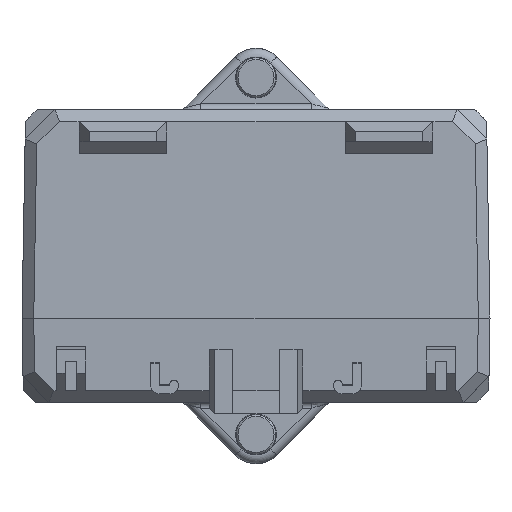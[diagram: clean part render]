
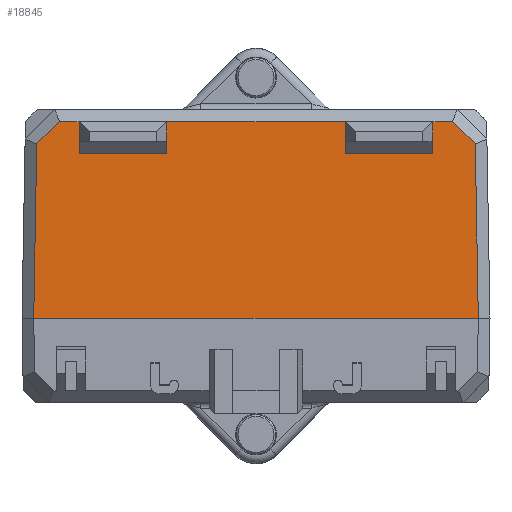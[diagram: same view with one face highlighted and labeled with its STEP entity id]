
A CAD part, front view. The second image highlights one B-rep face of the part: STEP entity #18845.
In plain terms, the highlighted planar face has unit normal (0, -1, 0.018).
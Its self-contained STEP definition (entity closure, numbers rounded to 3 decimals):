
#11482 = CARTESIAN_POINT ( 'NONE',  ( 38., -38., 0. ) ) ;
#11586 = LINE ( 'NONE', #11594, #11593 ) ;
#11593 = VECTOR ( 'NONE', #11642, 1000. ) ;
#11594 = CARTESIAN_POINT ( 'NONE',  ( 40., -38., 0. ) ) ;
#11600 = CARTESIAN_POINT ( 'NONE',  ( -37.999, -38., 0. ) ) ;
#11642 = DIRECTION ( 'NONE',  ( -1., 0., 0. ) ) ;
#12167 = DIRECTION ( 'NONE',  ( 1., 0., 0. ) ) ;
#12168 = VECTOR ( 'NONE', #12167, 1000. ) ;
#12169 = CARTESIAN_POINT ( 'NONE',  ( -30.25, -37.475, 30.1 ) ) ;
#12170 = LINE ( 'NONE', #12169, #12168 ) ;
#12175 = CARTESIAN_POINT ( 'NONE',  ( 37.48, -37.481, 29.747 ) ) ;
#12226 = VECTOR ( 'NONE', #12277, 1000. ) ;
#12227 = CARTESIAN_POINT ( 'NONE',  ( 40., -37.414, 33.564 ) ) ;
#12228 = LINE ( 'NONE', #12227, #12226 ) ;
#12229 = CARTESIAN_POINT ( 'NONE',  ( -33.597, -37.414, 33.564 ) ) ;
#12230 = CARTESIAN_POINT ( 'NONE',  ( 15.25, -37.475, 30.1 ) ) ;
#12231 = CARTESIAN_POINT ( 'NONE',  ( 40., -38., 0. ) ) ;
#12232 = DIRECTION ( 'NONE',  ( -0.713, 0.012, 0.701 ) ) ;
#12233 = VECTOR ( 'NONE', #12232, 1000. ) ;
#12234 = PLANE ( 'NONE',  #12238 ) ;
#12235 = DIRECTION ( 'NONE',  ( -0.017, 0.017, 1. ) ) ;
#12236 = VECTOR ( 'NONE', #12235, 1000. ) ;
#12237 = CARTESIAN_POINT ( 'NONE',  ( 38., -38.001, -0.035 ) ) ;
#12238 = AXIS2_PLACEMENT_3D ( 'NONE', #12231, #12269, #12268 ) ;
#12239 = CARTESIAN_POINT ( 'NONE',  ( 32.977, -37.403, 34.174 ) ) ;
#12240 = LINE ( 'NONE', #12239, #12233 ) ;
#12241 = CARTESIAN_POINT ( 'NONE',  ( 30.25, -37.414, 33.564 ) ) ;
#12242 = LINE ( 'NONE', #12237, #12236 ) ;
#12245 = CARTESIAN_POINT ( 'NONE',  ( 33.597, -37.414, 33.564 ) ) ;
#12250 = CARTESIAN_POINT ( 'NONE',  ( -30.25, -37.475, 30.1 ) ) ;
#12252 = DIRECTION ( 'NONE',  ( -0.713, -0.012, -0.701 ) ) ;
#12253 = VECTOR ( 'NONE', #12252, 1000. ) ;
#12254 = CARTESIAN_POINT ( 'NONE',  ( -38.064, -37.491, 29.174 ) ) ;
#12256 = CARTESIAN_POINT ( 'NONE',  ( 30.25, -37.475, 30.1 ) ) ;
#12257 = CARTESIAN_POINT ( 'NONE',  ( -15.25, -37.475, 30.1 ) ) ;
#12258 = DIRECTION ( 'NONE',  ( -1., 0., 0. ) ) ;
#12259 = VECTOR ( 'NONE', #12258, 1000. ) ;
#12260 = CARTESIAN_POINT ( 'NONE',  ( 40., -37.414, 33.564 ) ) ;
#12261 = CARTESIAN_POINT ( 'NONE',  ( -37.48, -37.481, 29.748 ) ) ;
#12262 = LINE ( 'NONE', #12260, #12259 ) ;
#12263 = DIRECTION ( 'NONE',  ( 0., 0.017, 1. ) ) ;
#12264 = VECTOR ( 'NONE', #12263, 1000. ) ;
#12265 = CARTESIAN_POINT ( 'NONE',  ( -30.25, -37.475, 30.1 ) ) ;
#12266 = CARTESIAN_POINT ( 'NONE',  ( -15.25, -37.414, 33.564 ) ) ;
#12267 = LINE ( 'NONE', #12293, #12292 ) ;
#12268 = DIRECTION ( 'NONE',  ( 0., 0.017, 1. ) ) ;
#12269 = DIRECTION ( 'NONE',  ( 0., 1., -0.017 ) ) ;
#12270 = LINE ( 'NONE', #12265, #12264 ) ;
#12271 = FACE_OUTER_BOUND ( 'NONE', #18793, .T. ) ;
#12272 = DIRECTION ( 'NONE',  ( 0., 0.017, 1. ) ) ;
#12273 = VECTOR ( 'NONE', #12272, 1000. ) ;
#12274 = CARTESIAN_POINT ( 'NONE',  ( 30.25, -37.475, 30.1 ) ) ;
#12275 = LINE ( 'NONE', #12274, #12273 ) ;
#12276 = LINE ( 'NONE', #12254, #12253 ) ;
#12277 = DIRECTION ( 'NONE',  ( -1., 0., 0. ) ) ;
#12286 = CARTESIAN_POINT ( 'NONE',  ( -30.25, -37.414, 33.564 ) ) ;
#12291 = DIRECTION ( 'NONE',  ( -0.017, -0.017, -1. ) ) ;
#12292 = VECTOR ( 'NONE', #12291, 1000. ) ;
#12293 = CARTESIAN_POINT ( 'NONE',  ( -38., -38.001, -0.035 ) ) ;
#12294 = LINE ( 'NONE', #12325, #12324 ) ;
#12323 = DIRECTION ( 'NONE',  ( -1., 0., 0. ) ) ;
#12324 = VECTOR ( 'NONE', #12323, 1000. ) ;
#12325 = CARTESIAN_POINT ( 'NONE',  ( 30.25, -37.475, 30.1 ) ) ;
#12331 = LINE ( 'NONE', #12382, #12381 ) ;
#12338 = CARTESIAN_POINT ( 'NONE',  ( 15.25, -37.414, 33.564 ) ) ;
#12367 = DIRECTION ( 'NONE',  ( 0., 0.017, 1. ) ) ;
#12368 = VECTOR ( 'NONE', #12367, 1000. ) ;
#12369 = CARTESIAN_POINT ( 'NONE',  ( -15.25, -37.475, 30.1 ) ) ;
#12370 = LINE ( 'NONE', #12369, #12368 ) ;
#12371 = DIRECTION ( 'NONE',  ( -1., 0., 0. ) ) ;
#12372 = VECTOR ( 'NONE', #12371, 1000. ) ;
#12373 = CARTESIAN_POINT ( 'NONE',  ( 40., -37.414, 33.564 ) ) ;
#12374 = LINE ( 'NONE', #12373, #12372 ) ;
#12380 = DIRECTION ( 'NONE',  ( 0., 0.017, 1. ) ) ;
#12381 = VECTOR ( 'NONE', #12380, 1000. ) ;
#12382 = CARTESIAN_POINT ( 'NONE',  ( 15.25, -37.475, 30.1 ) ) ;
#18424 = VERTEX_POINT ( 'NONE', #11482 ) ;
#18474 = VERTEX_POINT ( 'NONE', #11600 ) ;
#18479 = EDGE_CURVE ( 'NONE', #18424, #18474, #11586, .T. ) ;
#18793 = EDGE_LOOP ( 'NONE', ( #18862, #18850, #18846, #18856, #18796, #18855, #18836, #18838, #18852, #18896, #18900, #18840, #18843, #18881 ) ) ;
#18796 = ORIENTED_EDGE ( 'NONE', *, *, #18857, .T. ) ;
#18798 = VERTEX_POINT ( 'NONE', #12175 ) ;
#18800 = EDGE_CURVE ( 'NONE', #18863, #18867, #12170, .T. ) ;
#18833 = VERTEX_POINT ( 'NONE', #12245 ) ;
#18835 = EDGE_CURVE ( 'NONE', #18424, #18798, #12242, .T. ) ;
#18836 = ORIENTED_EDGE ( 'NONE', *, *, #18835, .T. ) ;
#18837 = EDGE_CURVE ( 'NONE', #18798, #18833, #12240, .T. ) ;
#18838 = ORIENTED_EDGE ( 'NONE', *, *, #18837, .T. ) ;
#18839 = EDGE_CURVE ( 'NONE', #18833, #18844, #12228, .T. ) ;
#18840 = ORIENTED_EDGE ( 'NONE', *, *, #18901, .T. ) ;
#18841 = VERTEX_POINT ( 'NONE', #12230 ) ;
#18842 = EDGE_CURVE ( 'NONE', #18854, #18844, #12275, .T. ) ;
#18843 = ORIENTED_EDGE ( 'NONE', *, *, #18904, .T. ) ;
#18844 = VERTEX_POINT ( 'NONE', #12241 ) ;
#18845 = ADVANCED_FACE ( 'NONE', ( #12271 ), #12234, .F. ) ;
#18846 = ORIENTED_EDGE ( 'NONE', *, *, #18851, .T. ) ;
#18847 = VERTEX_POINT ( 'NONE', #12229 ) ;
#18848 = EDGE_CURVE ( 'NONE', #18863, #18865, #12270, .T. ) ;
#18849 = VERTEX_POINT ( 'NONE', #12266 ) ;
#18850 = ORIENTED_EDGE ( 'NONE', *, *, #18848, .T. ) ;
#18851 = EDGE_CURVE ( 'NONE', #18865, #18847, #12262, .T. ) ;
#18852 = ORIENTED_EDGE ( 'NONE', *, *, #18839, .T. ) ;
#18853 = EDGE_CURVE ( 'NONE', #18847, #18858, #12276, .T. ) ;
#18854 = VERTEX_POINT ( 'NONE', #12256 ) ;
#18855 = ORIENTED_EDGE ( 'NONE', *, *, #18479, .F. ) ;
#18856 = ORIENTED_EDGE ( 'NONE', *, *, #18853, .T. ) ;
#18857 = EDGE_CURVE ( 'NONE', #18858, #18474, #12267, .T. ) ;
#18858 = VERTEX_POINT ( 'NONE', #12261 ) ;
#18862 = ORIENTED_EDGE ( 'NONE', *, *, #18800, .F. ) ;
#18863 = VERTEX_POINT ( 'NONE', #12250 ) ;
#18865 = VERTEX_POINT ( 'NONE', #12286 ) ;
#18867 = VERTEX_POINT ( 'NONE', #12257 ) ;
#18881 = ORIENTED_EDGE ( 'NONE', *, *, #18906, .F. ) ;
#18896 = ORIENTED_EDGE ( 'NONE', *, *, #18842, .F. ) ;
#18897 = EDGE_CURVE ( 'NONE', #18854, #18841, #12294, .T. ) ;
#18898 = VERTEX_POINT ( 'NONE', #12338 ) ;
#18900 = ORIENTED_EDGE ( 'NONE', *, *, #18897, .T. ) ;
#18901 = EDGE_CURVE ( 'NONE', #18841, #18898, #12331, .T. ) ;
#18904 = EDGE_CURVE ( 'NONE', #18898, #18849, #12374, .T. ) ;
#18906 = EDGE_CURVE ( 'NONE', #18867, #18849, #12370, .T. ) ;
